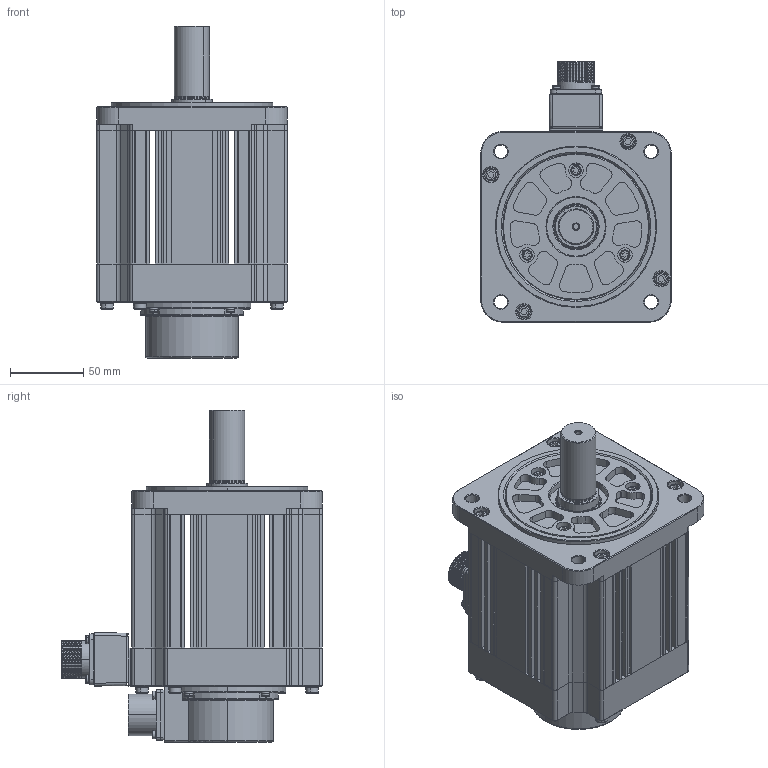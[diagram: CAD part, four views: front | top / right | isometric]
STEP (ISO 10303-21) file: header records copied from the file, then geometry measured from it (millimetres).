
FILE_DESCRIPTION (( 'STEP AP203' ), '1' );
FILE_NAME ('EM1-2KW.STEP', '2019-12-03T02:27:49', ( '' ), ( '' ), 'SwSTEP 2.0', 'SolidWorks 2015', '' );
FILE_SCHEMA (( 'CONFIG_CONTROL_DESIGN' ));
Length unit declared in the file: millimetre
Products named in the file (1): EM1-2KW
Bounding box: 130 x 177.85 x 226.4 mm (x, y, z)
Surface area: 155837.5 mm2 (no closed solid volume)
Topology: 0 solids, 64 shells, 1017 faces, 3015 edges, 2059 vertices
Faces by surface type: plane 453, cylinder 341, cone 108, torus 85, bspline 28, sphere 2
Entity records: 38692 total; most frequent: CARTESIAN_POINT 11701, DIRECTION 5805, ORIENTED_EDGE 4987, EDGE_CURVE 3008, VERTEX_POINT 2059, AXIS2_PLACEMENT_3D 2054, LINE 1697, VECTOR 1697
